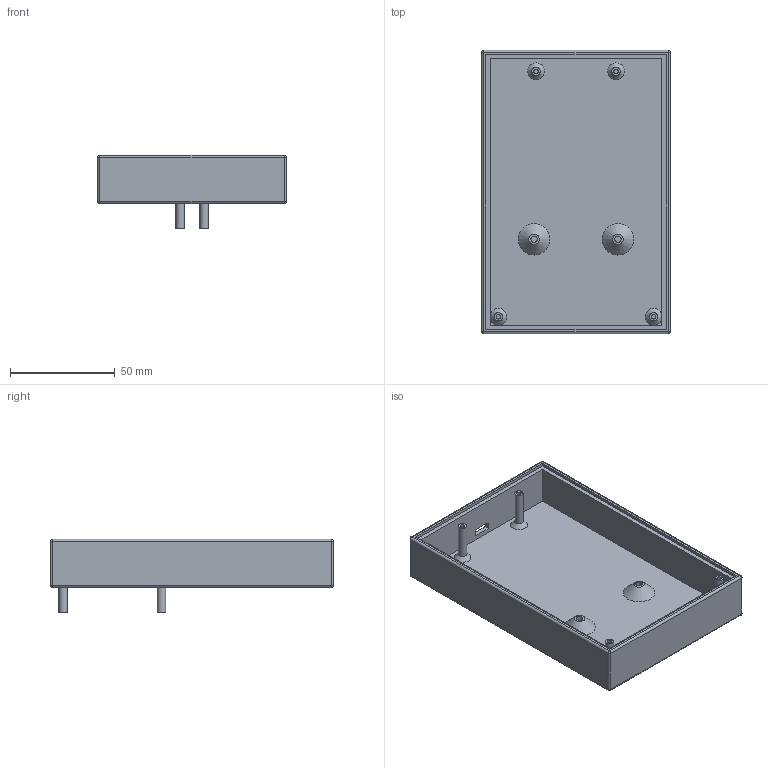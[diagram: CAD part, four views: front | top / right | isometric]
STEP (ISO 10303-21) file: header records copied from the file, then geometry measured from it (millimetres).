
FILE_DESCRIPTION(/* description */ ('STEP AP242 Edition 2','CAx-IF Rec.Pracs.---Representation and Presentation of Product Manufacturing Information (PMI)---4.0---2014-10-13','CAx-IF Rec.Pracs.---3D Tessellated Geometry---0.4---2014-09-14','2;1','CAx-IF Rec.Pracs.---User Defined Attributes---1.5---2016-08-15'),/* implementation_level */ '2;1');
FILE_NAME(/* name */ '6971b0f70b95aedf89f1b104',/* time_stamp */ '2026-01-22T05:09:11Z',/* author */ (''),/* organization */ (''),/* preprocessor_version */ 'ST-DEVELOPER v20',/* originating_system */ 'ONSHAPE BY PTC INC, 1.209',/* authorisation */ ' ');
FILE_SCHEMA (('AP242_MANAGED_MODEL_BASED_3D_ENGINEERING_MIM_LF { 1 0 10303 442 3 1 4 }'));
Length unit declared in the file: metre
Products named in the file (2): Plate; Case
Bounding box: 90 x 135.05 x 35 mm (x, y, z)
Volume: 82151.1 mm3; surface area: 60510.8 mm2
Topology: 2 solids, 2 shells, 151 faces, 345 edges, 211 vertices
Faces by surface type: plane 91, cylinder 42, sphere 8, cone 6, torus 4
Full cylindrical faces by diameter (mm): 2 x4, 2.1 x8, 3 x2, 4 x8
Entity records: 4096 total; most frequent: DIRECTION 712, CARTESIAN_POINT 671, ORIENTED_EDGE 616, EDGE_CURVE 308, AXIS2_PLACEMENT_3D 251, EDGE_LOOP 228, FACE_BOUND 228, LINE 210
